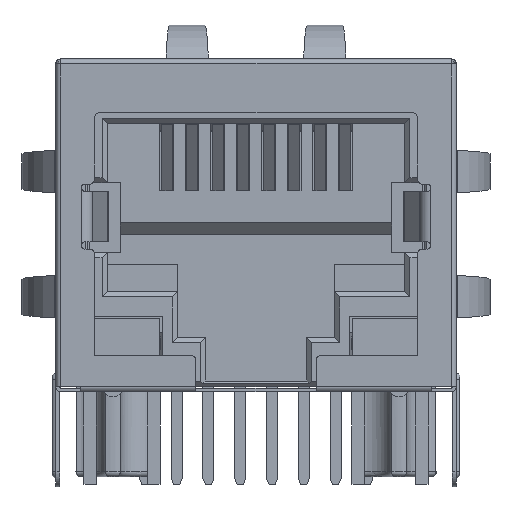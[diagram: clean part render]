
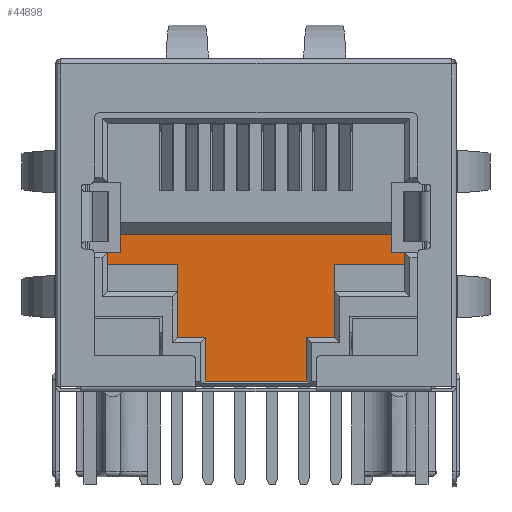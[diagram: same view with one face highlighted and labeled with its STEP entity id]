
A CAD part, front view. The second image highlights one B-rep face of the part: STEP entity #44898.
In plain terms, the highlighted planar face has unit normal (0, -1, 0).
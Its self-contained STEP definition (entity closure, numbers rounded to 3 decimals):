
#1885=ORIENTED_EDGE('',*,*,#11880,.F.);
#1886=ORIENTED_EDGE('',*,*,#11881,.T.);
#1887=ORIENTED_EDGE('',*,*,#11882,.F.);
#1888=ORIENTED_EDGE('',*,*,#11883,.F.);
#1889=ORIENTED_EDGE('',*,*,#11884,.F.);
#1890=ORIENTED_EDGE('',*,*,#11885,.F.);
#1891=ORIENTED_EDGE('',*,*,#11886,.T.);
#1892=ORIENTED_EDGE('',*,*,#11887,.T.);
#1893=ORIENTED_EDGE('',*,*,#11888,.F.);
#1894=ORIENTED_EDGE('',*,*,#11889,.T.);
#1895=ORIENTED_EDGE('',*,*,#11890,.T.);
#1896=ORIENTED_EDGE('',*,*,#11891,.T.);
#1897=ORIENTED_EDGE('',*,*,#11892,.T.);
#1898=ORIENTED_EDGE('',*,*,#11893,.T.);
#1899=ORIENTED_EDGE('',*,*,#11894,.T.);
#1900=ORIENTED_EDGE('',*,*,#11895,.T.);
#1901=ORIENTED_EDGE('',*,*,#11896,.T.);
#1902=ORIENTED_EDGE('',*,*,#11897,.T.);
#1903=ORIENTED_EDGE('',*,*,#11898,.T.);
#1904=ORIENTED_EDGE('',*,*,#11899,.F.);
#11880=EDGE_CURVE('',#16866,#16867,#20136,.T.);
#11881=EDGE_CURVE('',#16866,#16868,#20137,.T.);
#11882=EDGE_CURVE('',#16869,#16868,#20138,.T.);
#11883=EDGE_CURVE('',#16870,#16869,#20139,.T.);
#11884=EDGE_CURVE('',#16871,#16870,#20140,.T.);
#11885=EDGE_CURVE('',#16872,#16871,#20141,.T.);
#11886=EDGE_CURVE('',#16872,#16873,#20142,.T.);
#11887=EDGE_CURVE('',#16873,#16874,#20143,.T.);
#11888=EDGE_CURVE('',#16875,#16874,#20144,.T.);
#11889=EDGE_CURVE('',#16875,#16876,#20145,.T.);
#11890=EDGE_CURVE('',#16876,#16877,#20146,.T.);
#11891=EDGE_CURVE('',#16877,#16878,#20147,.T.);
#11892=EDGE_CURVE('',#16878,#16879,#20148,.T.);
#11893=EDGE_CURVE('',#16879,#16880,#20149,.T.);
#11894=EDGE_CURVE('',#16880,#16881,#20150,.T.);
#11895=EDGE_CURVE('',#16881,#16882,#20151,.T.);
#11896=EDGE_CURVE('',#16882,#16883,#20152,.T.);
#11897=EDGE_CURVE('',#16883,#16884,#20153,.T.);
#11898=EDGE_CURVE('',#16884,#16885,#20154,.T.);
#11899=EDGE_CURVE('',#16867,#16885,#20155,.T.);
#16866=VERTEX_POINT('',#58069);
#16867=VERTEX_POINT('',#58070);
#16868=VERTEX_POINT('',#58072);
#16869=VERTEX_POINT('',#58074);
#16870=VERTEX_POINT('',#58076);
#16871=VERTEX_POINT('',#58078);
#16872=VERTEX_POINT('',#58080);
#16873=VERTEX_POINT('',#58082);
#16874=VERTEX_POINT('',#58084);
#16875=VERTEX_POINT('',#58086);
#16876=VERTEX_POINT('',#58088);
#16877=VERTEX_POINT('',#58090);
#16878=VERTEX_POINT('',#58092);
#16879=VERTEX_POINT('',#58094);
#16880=VERTEX_POINT('',#58096);
#16881=VERTEX_POINT('',#58098);
#16882=VERTEX_POINT('',#58100);
#16883=VERTEX_POINT('',#58102);
#16884=VERTEX_POINT('',#58104);
#16885=VERTEX_POINT('',#58106);
#20136=LINE('',#58068,#24036);
#20137=LINE('',#58071,#24037);
#20138=LINE('',#58073,#24038);
#20139=LINE('',#58075,#24039);
#20140=LINE('',#58077,#24040);
#20141=LINE('',#58079,#24041);
#20142=LINE('',#58081,#24042);
#20143=LINE('',#58083,#24043);
#20144=LINE('',#58085,#24044);
#20145=LINE('',#58087,#24045);
#20146=LINE('',#58089,#24046);
#20147=LINE('',#58091,#24047);
#20148=LINE('',#58093,#24048);
#20149=LINE('',#58095,#24049);
#20150=LINE('',#58097,#24050);
#20151=LINE('',#58099,#24051);
#20152=LINE('',#58101,#24052);
#20153=LINE('',#58103,#24053);
#20154=LINE('',#58105,#24054);
#20155=LINE('',#58107,#24055);
#24036=VECTOR('',#49297,1000.);
#24037=VECTOR('',#49298,1000.);
#24038=VECTOR('',#49299,1000.);
#24039=VECTOR('',#49300,1000.);
#24040=VECTOR('',#49301,1000.);
#24041=VECTOR('',#49302,1000.);
#24042=VECTOR('',#49303,1000.);
#24043=VECTOR('',#49304,1000.);
#24044=VECTOR('',#49305,1000.);
#24045=VECTOR('',#49306,1000.);
#24046=VECTOR('',#49307,1000.);
#24047=VECTOR('',#49308,1000.);
#24048=VECTOR('',#49309,1000.);
#24049=VECTOR('',#49310,1000.);
#24050=VECTOR('',#49311,1000.);
#24051=VECTOR('',#49312,1000.);
#24052=VECTOR('',#49313,1000.);
#24053=VECTOR('',#49314,1000.);
#24054=VECTOR('',#49315,1000.);
#24055=VECTOR('',#49316,1000.);
#27666=EDGE_LOOP('',(#1885,#1886,#1887,#1888,#1889,#1890,#1891,#1892,#1893,
#1894,#1895,#1896,#1897,#1898,#1899,#1900,#1901,#1902,#1903,#1904));
#29478=FACE_BOUND('',#27666,.T.);
#31289=PLANE('',#46661);
#44898=ADVANCED_FACE('',(#29478),#31289,.F.);
#46661=AXIS2_PLACEMENT_3D('',#58067,#49295,#49296);
#49295=DIRECTION('',(0.,1.,0.));
#49296=DIRECTION('',(0.,0.,1.));
#49297=DIRECTION('',(-1.,0.,0.));
#49298=DIRECTION('',(0.,0.,1.));
#49299=DIRECTION('',(-1.,0.,0.));
#49300=DIRECTION('',(0.,0.,-1.));
#49301=DIRECTION('',(1.,0.,0.));
#49302=DIRECTION('',(0.,0.,-1.));
#49303=DIRECTION('',(-1.,0.,0.));
#49304=DIRECTION('',(0.,0.,-1.));
#49305=DIRECTION('',(1.,0.,0.));
#49306=DIRECTION('',(0.,0.,-1.));
#49307=DIRECTION('',(1.,0.,0.));
#49308=DIRECTION('',(0.,0.,-1.));
#49309=DIRECTION('',(1.,0.,0.));
#49310=DIRECTION('',(0.,0.,-1.));
#49311=DIRECTION('',(-1.,0.,0.));
#49312=DIRECTION('',(0.,0.,-1.));
#49313=DIRECTION('',(1.,0.,0.));
#49314=DIRECTION('',(0.,0.,1.));
#49315=DIRECTION('',(-1.,0.,0.));
#49316=DIRECTION('',(0.,0.,-1.));
#58067=CARTESIAN_POINT('',(5.95,0.911,-0.31));
#58068=CARTESIAN_POINT('',(2.025,0.911,-4.42));
#58069=CARTESIAN_POINT('',(3.15,0.911,-4.42));
#58070=CARTESIAN_POINT('',(2.025,0.911,-4.42));
#58071=CARTESIAN_POINT('',(3.15,0.911,-4.42));
#58072=CARTESIAN_POINT('',(3.15,0.911,-1.53));
#58073=CARTESIAN_POINT('',(5.95,0.911,-1.53));
#58074=CARTESIAN_POINT('',(5.95,0.911,-1.53));
#58075=CARTESIAN_POINT('',(5.95,0.911,-0.31));
#58076=CARTESIAN_POINT('',(5.95,0.911,-1.04));
#58077=CARTESIAN_POINT('',(5.95,0.911,-1.04));
#58078=CARTESIAN_POINT('',(5.425,0.911,-1.04));
#58079=CARTESIAN_POINT('',(5.425,0.911,1.76));
#58080=CARTESIAN_POINT('',(5.425,0.911,-0.31));
#58081=CARTESIAN_POINT('',(5.95,0.911,-0.31));
#58082=CARTESIAN_POINT('',(-5.425,0.911,-0.31));
#58083=CARTESIAN_POINT('',(-5.425,0.911,1.76));
#58084=CARTESIAN_POINT('',(-5.425,0.911,-1.04));
#58085=CARTESIAN_POINT('',(-6.725,0.911,-1.04));
#58086=CARTESIAN_POINT('',(-5.95,0.911,-1.04));
#58087=CARTESIAN_POINT('',(-5.95,0.911,-0.31));
#58088=CARTESIAN_POINT('',(-5.95,0.911,-1.53));
#58089=CARTESIAN_POINT('',(-5.95,0.911,-1.53));
#58090=CARTESIAN_POINT('',(-3.15,0.911,-1.53));
#58091=CARTESIAN_POINT('',(-3.15,0.911,-1.53));
#58092=CARTESIAN_POINT('',(-3.15,0.911,-4.42));
#58093=CARTESIAN_POINT('',(-2.025,0.911,-4.42));
#58094=CARTESIAN_POINT('',(-2.025,0.911,-4.42));
#58095=CARTESIAN_POINT('',(-2.025,0.911,-5.8));
#58096=CARTESIAN_POINT('',(-2.025,0.911,-5.8));
#58097=CARTESIAN_POINT('',(2.03,0.911,-5.8));
#58098=CARTESIAN_POINT('',(-2.03,0.911,-5.8));
#58099=CARTESIAN_POINT('',(-2.03,0.911,-5.8));
#58100=CARTESIAN_POINT('',(-2.03,0.911,-6.17));
#58101=CARTESIAN_POINT('',(-2.03,0.911,-6.17));
#58102=CARTESIAN_POINT('',(2.03,0.911,-6.17));
#58103=CARTESIAN_POINT('',(2.03,0.911,-6.17));
#58104=CARTESIAN_POINT('',(2.03,0.911,-5.8));
#58105=CARTESIAN_POINT('',(2.03,0.911,-5.8));
#58106=CARTESIAN_POINT('',(2.025,0.911,-5.8));
#58107=CARTESIAN_POINT('',(2.025,0.911,-5.8));
